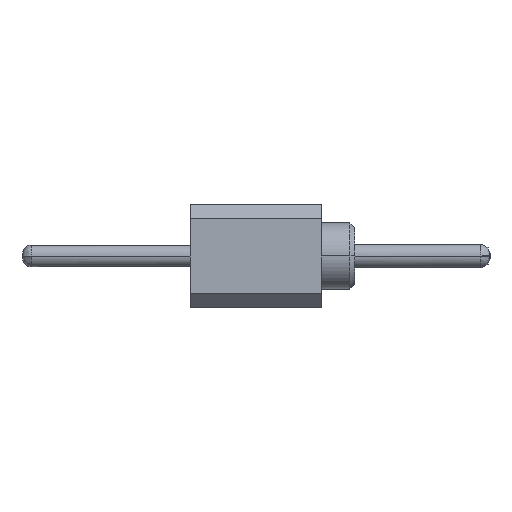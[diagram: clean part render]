
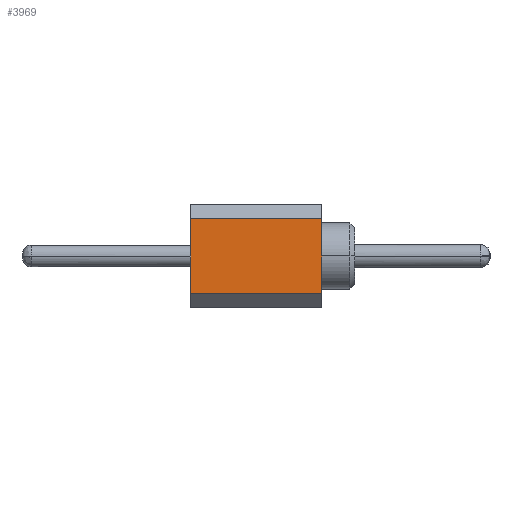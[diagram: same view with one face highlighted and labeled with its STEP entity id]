
A CAD part, left-side view. The second image highlights one B-rep face of the part: STEP entity #3969.
In plain terms, the highlighted planar face has unit normal (-1, 0, 0).
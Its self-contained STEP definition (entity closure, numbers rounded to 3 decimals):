
#616=CARTESIAN_POINT('',(20.,0.,-1.9));
#617=VERTEX_POINT('',#616);
#627=CARTESIAN_POINT('',(20.,0.,-0.3));
#628=VERTEX_POINT('',#627);
#629=CARTESIAN_POINT('',(20.,0.,-1.9));
#630=CARTESIAN_POINT('',(20.,0.,-1.58));
#631=CARTESIAN_POINT('',(20.,0.,-1.26));
#632=CARTESIAN_POINT('',(20.,0.,-0.94));
#633=CARTESIAN_POINT('',(20.,0.,-0.62));
#634=CARTESIAN_POINT('',(20.,0.,-0.3));
#635=B_SPLINE_CURVE_WITH_KNOTS('',5,(#629,#630,#631,#632,#633,#634),.UNSPECIFIED.,.F.,.U.,(6,6),(0.,1.6),.UNSPECIFIED.);
#636=EDGE_CURVE('',#617,#628,#635,.T.);
#1974=CARTESIAN_POINT('',(20.,2.8,-1.9));
#1975=VERTEX_POINT('',#1974);
#1985=CARTESIAN_POINT('',(20.,2.8,-0.3));
#1986=VERTEX_POINT('',#1985);
#1987=CARTESIAN_POINT('',(20.,2.8,-1.9));
#1988=CARTESIAN_POINT('',(20.,2.8,-1.58));
#1989=CARTESIAN_POINT('',(20.,2.8,-1.26));
#1990=CARTESIAN_POINT('',(20.,2.8,-0.94));
#1991=CARTESIAN_POINT('',(20.,2.8,-0.62));
#1992=CARTESIAN_POINT('',(20.,2.8,-0.3));
#1993=B_SPLINE_CURVE_WITH_KNOTS('',5,(#1987,#1988,#1989,#1990,#1991,#1992),.UNSPECIFIED.,.F.,.U.,(6,6),(0.,1.6),.UNSPECIFIED.);
#1994=EDGE_CURVE('',#1975,#1986,#1993,.T.);
#3553=CARTESIAN_POINT('',(20.,2.8,-0.3));
#3554=CARTESIAN_POINT('',(20.,2.24,-0.3));
#3555=CARTESIAN_POINT('',(20.,1.68,-0.3));
#3556=CARTESIAN_POINT('',(20.,1.12,-0.3));
#3557=CARTESIAN_POINT('',(20.,0.56,-0.3));
#3558=CARTESIAN_POINT('',(20.,0.,-0.3));
#3559=B_SPLINE_CURVE_WITH_KNOTS('',5,(#3553,#3554,#3555,#3556,#3557,#3558),.UNSPECIFIED.,.F.,.U.,(6,6),(0.,2.8),.UNSPECIFIED.);
#3560=EDGE_CURVE('',#1986,#628,#3559,.T.);
#3943=CARTESIAN_POINT('',(20.,2.8,-1.9));
#3944=CARTESIAN_POINT('',(20.,2.24,-1.9));
#3945=CARTESIAN_POINT('',(20.,1.68,-1.9));
#3946=CARTESIAN_POINT('',(20.,1.12,-1.9));
#3947=CARTESIAN_POINT('',(20.,0.56,-1.9));
#3948=CARTESIAN_POINT('',(20.,0.,-1.9));
#3949=B_SPLINE_CURVE_WITH_KNOTS('',5,(#3943,#3944,#3945,#3946,#3947,#3948),.UNSPECIFIED.,.F.,.U.,(6,6),(0.,2.8),.UNSPECIFIED.);
#3950=EDGE_CURVE('',#1975,#617,#3949,.T.);
#3958=CARTESIAN_POINT('',(20.,1.4,-1.1));
#3959=DIRECTION('',(0.,0.,1.));
#3960=DIRECTION('',(-1.,0.,0.));
#3961=AXIS2_PLACEMENT_3D('',#3958,#3960,#3959);
#3962=PLANE('',#3961);
#3963=ORIENTED_EDGE('',*,*,#1994,.F.);
#3964=ORIENTED_EDGE('',*,*,#3950,.T.);
#3965=ORIENTED_EDGE('',*,*,#636,.T.);
#3966=ORIENTED_EDGE('',*,*,#3560,.F.);
#3967=EDGE_LOOP('',(#3963,#3964,#3965,#3966));
#3968=FACE_OUTER_BOUND('',#3967,.T.);
#3969=ADVANCED_FACE('',(#3968),#3962,.T.);
